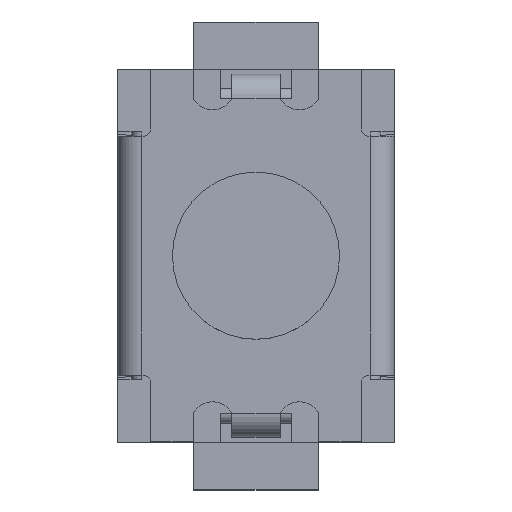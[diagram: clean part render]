
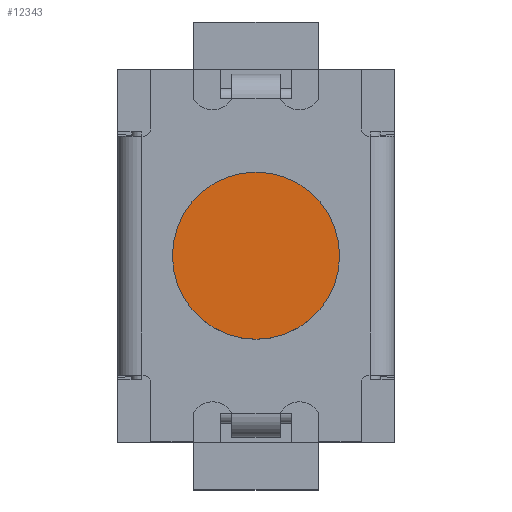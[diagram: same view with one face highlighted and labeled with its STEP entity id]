
A CAD part, top view. The second image highlights one B-rep face of the part: STEP entity #12343.
In plain terms, the highlighted planar face has unit normal (0, 0, 1).
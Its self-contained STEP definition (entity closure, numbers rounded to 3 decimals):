
#6927 = CYLINDRICAL_SURFACE('',#6928,0.875);
#6928 = AXIS2_PLACEMENT_3D('',#6929,#6930,#6931);
#6929 = CARTESIAN_POINT('',(0.,0.,2.)
  );
#6930 = DIRECTION('',(0.,0.,-1.));
#6931 = DIRECTION('',(1.,0.,0.));
#6958 = CYLINDRICAL_SURFACE('',#6959,0.875);
#6959 = AXIS2_PLACEMENT_3D('',#6960,#6961,#6962);
#6960 = CARTESIAN_POINT('',(0.,0.,2.)
  );
#6961 = DIRECTION('',(0.,0.,-1.));
#6962 = DIRECTION('',(1.,0.,0.));
#10422 = EDGE_CURVE('',#10423,#10425,#10427,.T.);
#10423 = VERTEX_POINT('',#10424);
#10424 = CARTESIAN_POINT('',(-0.875,0.,2.));
#10425 = VERTEX_POINT('',#10426);
#10426 = CARTESIAN_POINT('',(0.875,0.,2.));
#10427 = SURFACE_CURVE('',#10428,(#10433,#10462),.PCURVE_S1.);
#10428 = CIRCLE('',#10429,0.875);
#10429 = AXIS2_PLACEMENT_3D('',#10430,#10431,#10432);
#10430 = CARTESIAN_POINT('',(0.,0.,2.)
  );
#10431 = DIRECTION('',(0.,0.,1.));
#10432 = DIRECTION('',(-1.,0.,0.));
#10433 = PCURVE('',#6927,#10434);
#10434 = DEFINITIONAL_REPRESENTATION('',(#10435),#10461);
#10435 = B_SPLINE_CURVE_WITH_KNOTS('',3,(#10436,#10437,#10438,#10439,
    #10440,#10441,#10442,#10443,#10444,#10445,#10446,#10447,#10448,
    #10449,#10450,#10451,#10452,#10453,#10454,#10455,#10456,#10457,
    #10458,#10459,#10460),.UNSPECIFIED.,.F.,.F.,(4,1,1,1,1,1,1,1,1,1,1,1
    ,1,1,1,1,1,1,1,1,1,1,4),(0.,0.143,0.286,
    0.428,0.571,0.714,0.857,
    1.,1.142,1.285,1.428,
    1.571,1.714,1.856,1.999,
    2.142,2.285,2.428,2.57,
    2.713,2.856,2.999,3.142),
  .QUASI_UNIFORM_KNOTS.);
#10436 = CARTESIAN_POINT('',(3.142,0.));
#10437 = CARTESIAN_POINT('',(3.094,0.));
#10438 = CARTESIAN_POINT('',(2.999,0.));
#10439 = CARTESIAN_POINT('',(2.856,0.));
#10440 = CARTESIAN_POINT('',(2.713,0.));
#10441 = CARTESIAN_POINT('',(2.57,0.));
#10442 = CARTESIAN_POINT('',(2.428,0.));
#10443 = CARTESIAN_POINT('',(2.285,0.));
#10444 = CARTESIAN_POINT('',(2.142,0.));
#10445 = CARTESIAN_POINT('',(1.999,0.));
#10446 = CARTESIAN_POINT('',(1.856,0.));
#10447 = CARTESIAN_POINT('',(1.714,0.));
#10448 = CARTESIAN_POINT('',(1.571,0.));
#10449 = CARTESIAN_POINT('',(1.428,0.));
#10450 = CARTESIAN_POINT('',(1.285,0.));
#10451 = CARTESIAN_POINT('',(1.142,0.));
#10452 = CARTESIAN_POINT('',(1.,0.));
#10453 = CARTESIAN_POINT('',(0.857,0.));
#10454 = CARTESIAN_POINT('',(0.714,0.));
#10455 = CARTESIAN_POINT('',(0.571,0.));
#10456 = CARTESIAN_POINT('',(0.428,0.));
#10457 = CARTESIAN_POINT('',(0.286,0.));
#10458 = CARTESIAN_POINT('',(0.143,0.));
#10459 = CARTESIAN_POINT('',(0.048,0.));
#10460 = CARTESIAN_POINT('',(0.,0.));
#10461 = ( GEOMETRIC_REPRESENTATION_CONTEXT(2) 
PARAMETRIC_REPRESENTATION_CONTEXT() REPRESENTATION_CONTEXT('2D SPACE',''
  ) );
#10462 = PCURVE('',#10463,#10468);
#10463 = PLANE('',#10464);
#10464 = AXIS2_PLACEMENT_3D('',#10465,#10466,#10467);
#10465 = CARTESIAN_POINT('',(0.,0.,2.)
  );
#10466 = DIRECTION('',(0.,0.,1.));
#10467 = DIRECTION('',(-1.,0.,0.));
#10468 = DEFINITIONAL_REPRESENTATION('',(#10469),#10473);
#10469 = CIRCLE('',#10470,0.875);
#10470 = AXIS2_PLACEMENT_2D('',#10471,#10472);
#10471 = CARTESIAN_POINT('',(0.,0.));
#10472 = DIRECTION('',(1.,0.));
#10473 = ( GEOMETRIC_REPRESENTATION_CONTEXT(2) 
PARAMETRIC_REPRESENTATION_CONTEXT() REPRESENTATION_CONTEXT('2D SPACE',''
  ) );
#10610 = EDGE_CURVE('',#10425,#10423,#10611,.T.);
#10611 = SURFACE_CURVE('',#10612,(#10617,#10646),.PCURVE_S1.);
#10612 = CIRCLE('',#10613,0.875);
#10613 = AXIS2_PLACEMENT_3D('',#10614,#10615,#10616);
#10614 = CARTESIAN_POINT('',(0.,0.,2.)
  );
#10615 = DIRECTION('',(0.,0.,1.));
#10616 = DIRECTION('',(-1.,0.,0.));
#10617 = PCURVE('',#6958,#10618);
#10618 = DEFINITIONAL_REPRESENTATION('',(#10619),#10645);
#10619 = B_SPLINE_CURVE_WITH_KNOTS('',3,(#10620,#10621,#10622,#10623,
    #10624,#10625,#10626,#10627,#10628,#10629,#10630,#10631,#10632,
    #10633,#10634,#10635,#10636,#10637,#10638,#10639,#10640,#10641,
    #10642,#10643,#10644),.UNSPECIFIED.,.F.,.F.,(4,1,1,1,1,1,1,1,1,1,1,1
    ,1,1,1,1,1,1,1,1,1,1,4),(3.142,3.284,3.427
    ,3.57,3.713,3.856,3.998,
    4.141,4.284,4.427,4.57,
    4.712,4.855,4.998,5.141,
    5.284,5.426,5.569,5.712,
    5.855,5.998,6.14,6.283),
  .QUASI_UNIFORM_KNOTS.);
#10620 = CARTESIAN_POINT('',(6.283,0.));
#10621 = CARTESIAN_POINT('',(6.236,0.));
#10622 = CARTESIAN_POINT('',(6.14,0.));
#10623 = CARTESIAN_POINT('',(5.998,0.));
#10624 = CARTESIAN_POINT('',(5.855,0.));
#10625 = CARTESIAN_POINT('',(5.712,0.));
#10626 = CARTESIAN_POINT('',(5.569,0.));
#10627 = CARTESIAN_POINT('',(5.426,0.));
#10628 = CARTESIAN_POINT('',(5.284,0.));
#10629 = CARTESIAN_POINT('',(5.141,0.));
#10630 = CARTESIAN_POINT('',(4.998,0.));
#10631 = CARTESIAN_POINT('',(4.855,0.));
#10632 = CARTESIAN_POINT('',(4.712,0.));
#10633 = CARTESIAN_POINT('',(4.57,0.));
#10634 = CARTESIAN_POINT('',(4.427,0.));
#10635 = CARTESIAN_POINT('',(4.284,0.));
#10636 = CARTESIAN_POINT('',(4.141,0.));
#10637 = CARTESIAN_POINT('',(3.998,0.));
#10638 = CARTESIAN_POINT('',(3.856,0.));
#10639 = CARTESIAN_POINT('',(3.713,0.));
#10640 = CARTESIAN_POINT('',(3.57,0.));
#10641 = CARTESIAN_POINT('',(3.427,0.));
#10642 = CARTESIAN_POINT('',(3.284,0.));
#10643 = CARTESIAN_POINT('',(3.189,0.));
#10644 = CARTESIAN_POINT('',(3.142,0.));
#10645 = ( GEOMETRIC_REPRESENTATION_CONTEXT(2) 
PARAMETRIC_REPRESENTATION_CONTEXT() REPRESENTATION_CONTEXT('2D SPACE',''
  ) );
#10646 = PCURVE('',#10463,#10647);
#10647 = DEFINITIONAL_REPRESENTATION('',(#10648),#10652);
#10648 = CIRCLE('',#10649,0.875);
#10649 = AXIS2_PLACEMENT_2D('',#10650,#10651);
#10650 = CARTESIAN_POINT('',(0.,0.));
#10651 = DIRECTION('',(1.,0.));
#10652 = ( GEOMETRIC_REPRESENTATION_CONTEXT(2) 
PARAMETRIC_REPRESENTATION_CONTEXT() REPRESENTATION_CONTEXT('2D SPACE',''
  ) );
#12343 = ADVANCED_FACE('',(#12344),#10463,.T.);
#12344 = FACE_BOUND('',#12345,.T.);
#12345 = EDGE_LOOP('',(#12346,#12347));
#12346 = ORIENTED_EDGE('',*,*,#10610,.T.);
#12347 = ORIENTED_EDGE('',*,*,#10422,.T.);
